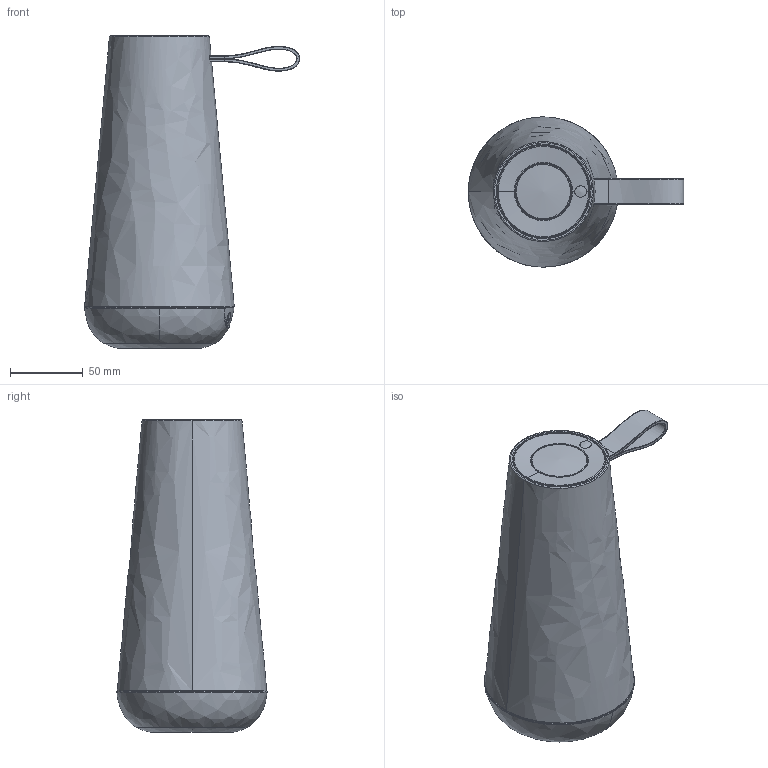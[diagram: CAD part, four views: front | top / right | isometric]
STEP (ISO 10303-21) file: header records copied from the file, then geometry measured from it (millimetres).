
FILE_DESCRIPTION(/* description */ (''),/* implementation_level */ '2;1');
FILE_NAME(/* name */ 'Uma Mini',/* time_stamp */ '2019-03-28T16:22:46-04:00',/* author */ (''),/* organization */ (''),/* preprocessor_version */ 'ST-DEVELOPER v15',/* originating_system */ '',/* authorisation */ '');
FILE_SCHEMA (('CONFIG_CONTROL_DESIGN'));
Length unit declared in the file: millimetre
Products named in the file (1): Document
Bounding box: 147.53 x 102.94 x 213.89 mm (x, y, z)
Volume: 11016.3 mm3; surface area: 118304.5 mm2
Topology: 9 solids, 57 shells, 1387 faces, 3987 edges, 2617 vertices
Faces by surface type: plane 832, bspline 555
Entity records: 51367 total; most frequent: CARTESIAN_POINT 27295, ORIENTED_EDGE 7623, EDGE_CURVE 3977, B_SPLINE_CURVE_WITH_KNOTS 2729, VERTEX_POINT 2613, EDGE_LOOP 1493, ADVANCED_FACE 1387, FACE_OUTER_BOUND 1387
